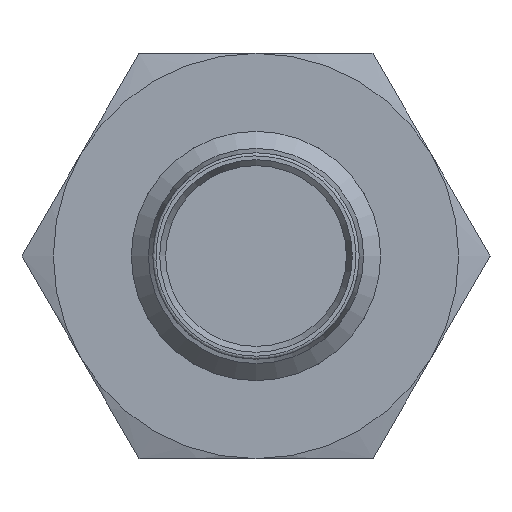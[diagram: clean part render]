
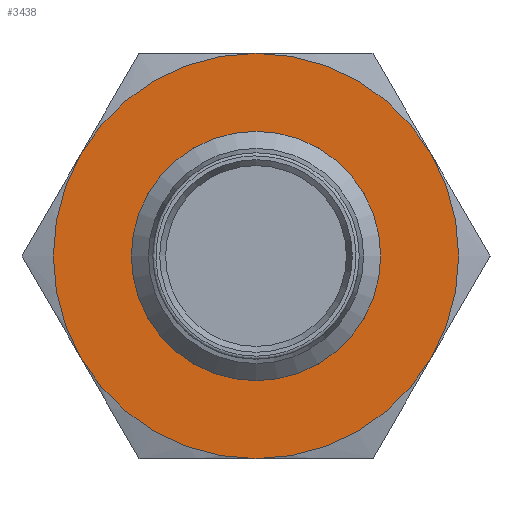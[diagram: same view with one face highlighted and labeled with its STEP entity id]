
A CAD part, left-side view. The second image highlights one B-rep face of the part: STEP entity #3438.
In plain terms, the highlighted planar face has unit normal (-1, 0, 0).
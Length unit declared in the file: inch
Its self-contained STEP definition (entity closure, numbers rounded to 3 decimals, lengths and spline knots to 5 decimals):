
#7 = CARTESIAN_POINT ( 'NONE',  ( 0.82677, 0., 0. ) ) ;
#79 = CIRCLE ( 'NONE', #267, 0.15748 ) ;
#127 = DIRECTION ( 'NONE',  ( 0., 0., 1. ) ) ;
#162 = CIRCLE ( 'NONE', #1554, 0.25591 ) ;
#164 = ORIENTED_EDGE ( 'NONE', *, *, #2307, .F. ) ;
#197 = DIRECTION ( 'NONE',  ( 1., 0., 0. ) ) ;
#207 = DIRECTION ( 'NONE',  ( 1., 0., 0. ) ) ;
#265 = VERTEX_POINT ( 'NONE', #2462 ) ;
#267 = AXIS2_PLACEMENT_3D ( 'NONE', #1052, #3297, #1355 ) ;
#292 = EDGE_CURVE ( 'NONE', #3259, #483, #1679, .T. ) ;
#345 = EDGE_LOOP ( 'NONE', ( #2245, #3123, #554, #2527, #2998, #1154 ) ) ;
#364 = EDGE_CURVE ( 'NONE', #1952, #3259, #1010, .T. ) ;
#483 = VERTEX_POINT ( 'NONE', #1722 ) ;
#554 = ORIENTED_EDGE ( 'NONE', *, *, #3086, .F. ) ;
#569 = DIRECTION ( 'NONE',  ( 1., 0., 0. ) ) ;
#657 = DIRECTION ( 'NONE',  ( 0., 0., 1. ) ) ;
#682 = DIRECTION ( 'NONE',  ( 1., 0., 0. ) ) ;
#745 = DIRECTION ( 'NONE',  ( 0., 0., 1. ) ) ;
#760 = AXIS2_PLACEMENT_3D ( 'NONE', #2611, #682, #657 ) ;
#829 = CIRCLE ( 'NONE', #2112, 0.25591 ) ;
#992 = AXIS2_PLACEMENT_3D ( 'NONE', #2714, #2671, #1269 ) ;
#1010 = CIRCLE ( 'NONE', #2414, 0.25591 ) ;
#1052 = CARTESIAN_POINT ( 'NONE',  ( 0.82677, 0., 0. ) ) ;
#1092 = PLANE ( 'NONE',  #1281 ) ;
#1100 = CARTESIAN_POINT ( 'NONE',  ( 0.82677, -0.25591, 0. ) ) ;
#1142 = VERTEX_POINT ( 'NONE', #3223 ) ;
#1154 = ORIENTED_EDGE ( 'NONE', *, *, #364, .F. ) ;
#1208 = EDGE_CURVE ( 'NONE', #265, #1952, #2616, .T. ) ;
#1226 = EDGE_CURVE ( 'NONE', #483, #2434, #829, .T. ) ;
#1269 = DIRECTION ( 'NONE',  ( 0., 0., 1. ) ) ;
#1276 = EDGE_CURVE ( 'NONE', #2517, #265, #162, .T. ) ;
#1281 = AXIS2_PLACEMENT_3D ( 'NONE', #1100, #2055, #127 ) ;
#1355 = DIRECTION ( 'NONE',  ( 0., 0., -1. ) ) ;
#1419 = CARTESIAN_POINT ( 'NONE',  ( 0.82677, -0.22162, -0.12795 ) ) ;
#1508 = FACE_BOUND ( 'NONE', #1551, .T. ) ;
#1551 = EDGE_LOOP ( 'NONE', ( #164 ) ) ;
#1554 = AXIS2_PLACEMENT_3D ( 'NONE', #1612, #197, #2976 ) ;
#1594 = DIRECTION ( 'NONE',  ( 0., 0., 1. ) ) ;
#1612 = CARTESIAN_POINT ( 'NONE',  ( 0.82677, 0., 0. ) ) ;
#1653 = DIRECTION ( 'NONE',  ( 0., 0., 1. ) ) ;
#1679 = CIRCLE ( 'NONE', #3092, 0.25591 ) ;
#1722 = CARTESIAN_POINT ( 'NONE',  ( 0.82677, 0.22162, -0.12795 ) ) ;
#1952 = VERTEX_POINT ( 'NONE', #1419 ) ;
#2041 = CARTESIAN_POINT ( 'NONE',  ( 0.82677, 0., 0.25591 ) ) ;
#2055 = DIRECTION ( 'NONE',  ( 1., 0., 0. ) ) ;
#2112 = AXIS2_PLACEMENT_3D ( 'NONE', #3229, #207, #745 ) ;
#2245 = ORIENTED_EDGE ( 'NONE', *, *, #1208, .F. ) ;
#2307 = EDGE_CURVE ( 'NONE', #1142, #1142, #79, .T. ) ;
#2414 = AXIS2_PLACEMENT_3D ( 'NONE', #7, #569, #1653 ) ;
#2434 = VERTEX_POINT ( 'NONE', #2824 ) ;
#2462 = CARTESIAN_POINT ( 'NONE',  ( 0.82677, -0.22162, 0.12795 ) ) ;
#2517 = VERTEX_POINT ( 'NONE', #2041 ) ;
#2527 = ORIENTED_EDGE ( 'NONE', *, *, #1226, .F. ) ;
#2611 = CARTESIAN_POINT ( 'NONE',  ( 0.82677, 0., 0. ) ) ;
#2616 = CIRCLE ( 'NONE', #992, 0.25591 ) ;
#2671 = DIRECTION ( 'NONE',  ( 1., 0., 0. ) ) ;
#2690 = DIRECTION ( 'NONE',  ( 1., 0., 0. ) ) ;
#2714 = CARTESIAN_POINT ( 'NONE',  ( 0.82677, 0., 0. ) ) ;
#2824 = CARTESIAN_POINT ( 'NONE',  ( 0.82677, 0.22162, 0.12795 ) ) ;
#2894 = FACE_OUTER_BOUND ( 'NONE', #345, .T. ) ;
#2974 = CARTESIAN_POINT ( 'NONE',  ( 0.82677, 0., -0.25591 ) ) ;
#2976 = DIRECTION ( 'NONE',  ( 0., 0., 1. ) ) ;
#2998 = ORIENTED_EDGE ( 'NONE', *, *, #292, .F. ) ;
#3014 = CIRCLE ( 'NONE', #760, 0.25591 ) ;
#3086 = EDGE_CURVE ( 'NONE', #2434, #2517, #3014, .T. ) ;
#3092 = AXIS2_PLACEMENT_3D ( 'NONE', #3300, #2690, #1594 ) ;
#3123 = ORIENTED_EDGE ( 'NONE', *, *, #1276, .F. ) ;
#3223 = CARTESIAN_POINT ( 'NONE',  ( 0.82677, 0., -0.15748 ) ) ;
#3229 = CARTESIAN_POINT ( 'NONE',  ( 0.82677, 0., 0. ) ) ;
#3259 = VERTEX_POINT ( 'NONE', #2974 ) ;
#3297 = DIRECTION ( 'NONE',  ( -1., 0., 0. ) ) ;
#3300 = CARTESIAN_POINT ( 'NONE',  ( 0.82677, 0., 0. ) ) ;
#3438 = ADVANCED_FACE ( 'NONE', ( #2894, #1508 ), #1092, .F. ) ;
